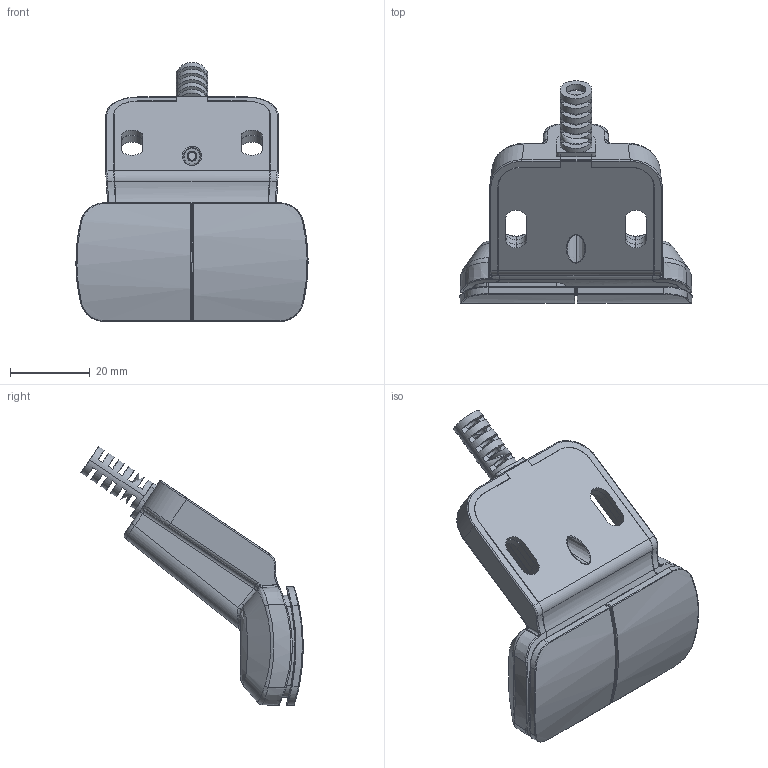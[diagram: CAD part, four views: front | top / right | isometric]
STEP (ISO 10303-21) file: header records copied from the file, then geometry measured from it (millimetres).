
FILE_DESCRIPTION (( 'STEP AP214' ), '1' );
FILE_NAME ('JCHT35K24B.STEP', '2019-07-27T00:33:23', ( '' ), ( '' ), 'SwSTEP 2.0', 'SolidWorks 2018', '' );
FILE_SCHEMA (( 'AUTOMOTIVE_DESIGN' ));
Length unit declared in the file: millimetre
Products named in the file (7): JCHT35K24B-PCB; JCHT35K24B-SK; JCHT35K24B; JCHT35K24B-偌瑩; JCHT35K24A-狟褲; M7K1; JCHT35K24B-醱噩
Assembly tree (6 placements, depth 2):
  JCHT35K24B
    JCHT35K24B-SK
    JCHT35K24A-狟褲
    JCHT35K24B-醱噩
    JCHT35K24B-偌瑩
    M7K1
    JCHT35K24B-PCB
Bounding box: 58.08 x 55.62 x 64.83 mm (x, y, z)
Volume: 23188.2 mm3; surface area: 27475.9 mm2
Topology: 6 solids, 6 shells, 918 faces, 2481 edges, 1592 vertices
Faces by surface type: plane 453, cylinder 234, bspline 164, cone 44, sphere 12, torus 11
Entity records: 40544 total; most frequent: CARTESIAN_POINT 18966, ORIENTED_EDGE 4934, DIRECTION 3748, EDGE_CURVE 2467, VERTEX_POINT 1584, AXIS2_PLACEMENT_3D 1254, LINE 1240, VECTOR 1240
